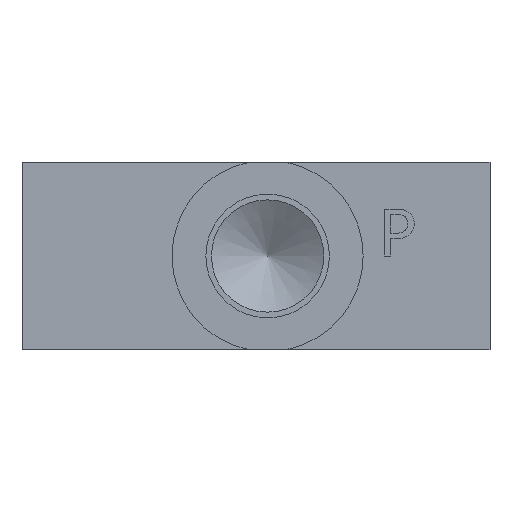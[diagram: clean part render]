
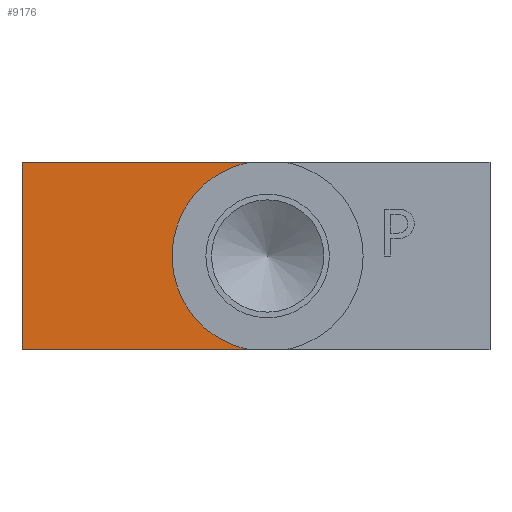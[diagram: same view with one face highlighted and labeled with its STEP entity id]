
A CAD part, left-side view. The second image highlights one B-rep face of the part: STEP entity #9176.
In plain terms, the highlighted planar face has unit normal (-1, 0, 0).
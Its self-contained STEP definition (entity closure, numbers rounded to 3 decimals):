
#104=CIRCLE('',#9555,12.967);
#489=PLANE('',#9564);
#920=FACE_OUTER_BOUND('',#1439,.T.);
#1439=EDGE_LOOP('',(#7994,#7995,#7996,#7997));
#2312=LINE('',#15496,#3196);
#2332=LINE('',#15559,#3216);
#2348=LINE('',#15654,#3232);
#3196=VECTOR('',#11002,10.);
#3216=VECTOR('',#11064,10.);
#3232=VECTOR('',#11160,10.);
#4289=VERTEX_POINT('',#15493);
#4290=VERTEX_POINT('',#15495);
#4312=VERTEX_POINT('',#15558);
#4347=VERTEX_POINT('',#15636);
#5517=EDGE_CURVE('',#4289,#4290,#2312,.T.);
#5548=EDGE_CURVE('',#4290,#4312,#2332,.T.);
#5588=EDGE_CURVE('',#4347,#4312,#104,.T.);
#5596=EDGE_CURVE('',#4289,#4347,#2348,.T.);
#7994=ORIENTED_EDGE('',*,*,#5588,.T.);
#7995=ORIENTED_EDGE('',*,*,#5548,.F.);
#7996=ORIENTED_EDGE('',*,*,#5517,.F.);
#7997=ORIENTED_EDGE('',*,*,#5596,.T.);
#9176=ADVANCED_FACE('',(#920),#489,.T.);
#9555=AXIS2_PLACEMENT_3D('',#15638,#11141,#11142);
#9564=AXIS2_PLACEMENT_3D('',#15666,#11169,#11170);
#11002=DIRECTION('',(0.,0.,1.));
#11064=DIRECTION('',(0.,-1.,0.));
#11141=DIRECTION('center_axis',(1.,0.,0.));
#11142=DIRECTION('ref_axis',(0.,0.,1.));
#11160=DIRECTION('',(0.,-1.,0.));
#11169=DIRECTION('center_axis',(-1.,0.,0.));
#11170=DIRECTION('ref_axis',(0.,-1.,0.));
#15493=CARTESIAN_POINT('',(0.,63.5,0.));
#15495=CARTESIAN_POINT('',(0.,63.5,25.4));
#15496=CARTESIAN_POINT('',(0.,63.5,0.));
#15558=CARTESIAN_POINT('',(0.,32.792,25.4));
#15559=CARTESIAN_POINT('',(0.,63.5,25.4));
#15636=CARTESIAN_POINT('',(0.,32.792,0.));
#15638=CARTESIAN_POINT('Origin',(0.,30.175,12.7));
#15654=CARTESIAN_POINT('',(0.,63.5,0.));
#15666=CARTESIAN_POINT('Origin',(0.,63.5,0.));
